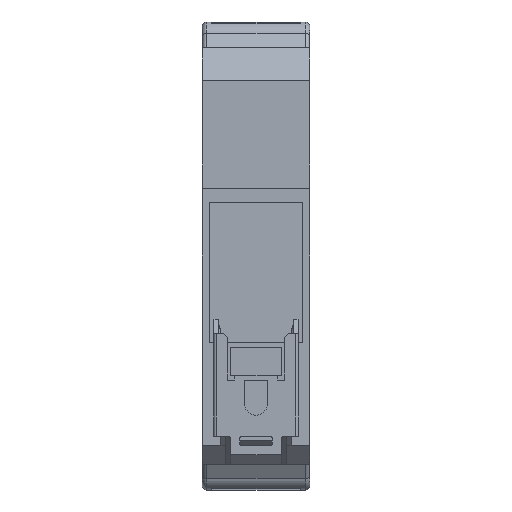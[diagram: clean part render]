
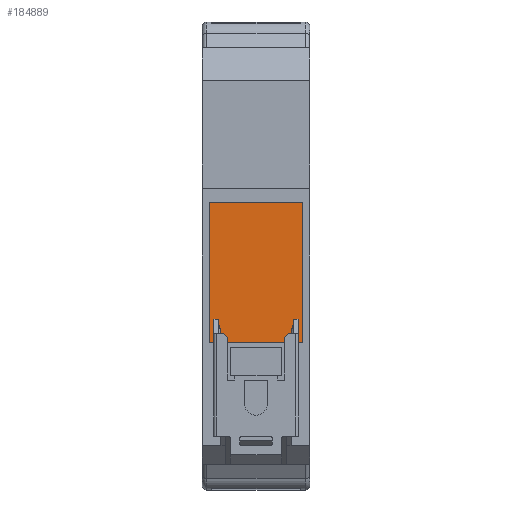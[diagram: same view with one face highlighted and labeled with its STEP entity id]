
A CAD part, left-side view. The second image highlights one B-rep face of the part: STEP entity #184889.
In plain terms, the highlighted planar face has unit normal (-1, 0, 0).
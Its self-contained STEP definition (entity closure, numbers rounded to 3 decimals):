
#176202 = PLANE('',#176203);
#176203 = AXIS2_PLACEMENT_3D('',#176204,#176205,#176206);
#176204 = CARTESIAN_POINT('',(-111.983,12.583,
    22.148));
#176205 = DIRECTION('',(0.,0.,1.));
#176206 = DIRECTION('',(1.,0.,0.));
#176566 = PLANE('',#176567);
#176567 = AXIS2_PLACEMENT_3D('',#176568,#176569,#176570);
#176568 = CARTESIAN_POINT('',(-111.983,32.583,
    52.148));
#176569 = DIRECTION('',(0.,-1.,0.));
#176570 = DIRECTION('',(0.,0.,1.));
#176594 = PLANE('',#176595);
#176595 = AXIS2_PLACEMENT_3D('',#176596,#176597,#176598);
#176596 = CARTESIAN_POINT('',(-111.983,12.583,
    52.148));
#176597 = DIRECTION('',(0.,0.,-1.));
#176598 = DIRECTION('',(-1.,0.,0.));
#176620 = PLANE('',#176621);
#176621 = AXIS2_PLACEMENT_3D('',#176622,#176623,#176624);
#176622 = CARTESIAN_POINT('',(-111.983,12.583,
    52.148));
#176623 = DIRECTION('',(0.,1.,0.));
#176624 = DIRECTION('',(0.,0.,-1.));
#184648 = EDGE_CURVE('',#184649,#184651,#184653,.T.);
#184649 = VERTEX_POINT('',#184650);
#184650 = CARTESIAN_POINT('',(-110.983,12.583,
    52.148));
#184651 = VERTEX_POINT('',#184652);
#184652 = CARTESIAN_POINT('',(-110.983,32.583,
    52.148));
#184653 = SURFACE_CURVE('',#184654,(#184658,#184665),.PCURVE_S1.);
#184654 = LINE('',#184655,#184656);
#184655 = CARTESIAN_POINT('',(-110.983,12.583,
    52.148));
#184656 = VECTOR('',#184657,1.);
#184657 = DIRECTION('',(0.,1.,0.));
#184658 = PCURVE('',#176594,#184659);
#184659 = DEFINITIONAL_REPRESENTATION('',(#184660),#184664);
#184660 = LINE('',#184661,#184662);
#184661 = CARTESIAN_POINT('',(-1.,0.));
#184662 = VECTOR('',#184663,1.);
#184663 = DIRECTION('',(0.,1.));
#184664 = ( GEOMETRIC_REPRESENTATION_CONTEXT(2) 
PARAMETRIC_REPRESENTATION_CONTEXT() REPRESENTATION_CONTEXT('2D SPACE',''
  ) );
#184665 = PCURVE('',#184666,#184671);
#184666 = PLANE('',#184667);
#184667 = AXIS2_PLACEMENT_3D('',#184668,#184669,#184670);
#184668 = CARTESIAN_POINT('',(-110.983,34.083,
    0.148));
#184669 = DIRECTION('',(1.,0.,0.));
#184670 = DIRECTION('',(0.,0.,-1.));
#184671 = DEFINITIONAL_REPRESENTATION('',(#184672),#184676);
#184672 = LINE('',#184673,#184674);
#184673 = CARTESIAN_POINT('',(-52.,-21.5));
#184674 = VECTOR('',#184675,1.);
#184675 = DIRECTION('',(0.,1.));
#184676 = ( GEOMETRIC_REPRESENTATION_CONTEXT(2) 
PARAMETRIC_REPRESENTATION_CONTEXT() REPRESENTATION_CONTEXT('2D SPACE',''
  ) );
#184724 = EDGE_CURVE('',#184651,#184725,#184727,.T.);
#184725 = VERTEX_POINT('',#184726);
#184726 = CARTESIAN_POINT('',(-110.983,32.583,
    22.148));
#184727 = SURFACE_CURVE('',#184728,(#184732,#184739),.PCURVE_S1.);
#184728 = LINE('',#184729,#184730);
#184729 = CARTESIAN_POINT('',(-110.983,32.583,
    52.148));
#184730 = VECTOR('',#184731,1.);
#184731 = DIRECTION('',(0.,0.,-1.));
#184732 = PCURVE('',#176566,#184733);
#184733 = DEFINITIONAL_REPRESENTATION('',(#184734),#184738);
#184734 = LINE('',#184735,#184736);
#184735 = CARTESIAN_POINT('',(0.,-1.));
#184736 = VECTOR('',#184737,1.);
#184737 = DIRECTION('',(-1.,0.));
#184738 = ( GEOMETRIC_REPRESENTATION_CONTEXT(2) 
PARAMETRIC_REPRESENTATION_CONTEXT() REPRESENTATION_CONTEXT('2D SPACE',''
  ) );
#184739 = PCURVE('',#184666,#184740);
#184740 = DEFINITIONAL_REPRESENTATION('',(#184741),#184745);
#184741 = LINE('',#184742,#184743);
#184742 = CARTESIAN_POINT('',(-52.,-1.5));
#184743 = VECTOR('',#184744,1.);
#184744 = DIRECTION('',(1.,0.));
#184745 = ( GEOMETRIC_REPRESENTATION_CONTEXT(2) 
PARAMETRIC_REPRESENTATION_CONTEXT() REPRESENTATION_CONTEXT('2D SPACE',''
  ) );
#184773 = EDGE_CURVE('',#184725,#184774,#184776,.T.);
#184774 = VERTEX_POINT('',#184775);
#184775 = CARTESIAN_POINT('',(-110.983,12.583,
    22.148));
#184776 = SURFACE_CURVE('',#184777,(#184781,#184788),.PCURVE_S1.);
#184777 = LINE('',#184778,#184779);
#184778 = CARTESIAN_POINT('',(-110.983,12.583,
    22.148));
#184779 = VECTOR('',#184780,1.);
#184780 = DIRECTION('',(0.,-1.,0.));
#184781 = PCURVE('',#176202,#184782);
#184782 = DEFINITIONAL_REPRESENTATION('',(#184783),#184787);
#184783 = LINE('',#184784,#184785);
#184784 = CARTESIAN_POINT('',(1.,0.));
#184785 = VECTOR('',#184786,1.);
#184786 = DIRECTION('',(0.,-1.));
#184787 = ( GEOMETRIC_REPRESENTATION_CONTEXT(2) 
PARAMETRIC_REPRESENTATION_CONTEXT() REPRESENTATION_CONTEXT('2D SPACE',''
  ) );
#184788 = PCURVE('',#184666,#184789);
#184789 = DEFINITIONAL_REPRESENTATION('',(#184790),#184794);
#184790 = LINE('',#184791,#184792);
#184791 = CARTESIAN_POINT('',(-22.,-21.5));
#184792 = VECTOR('',#184793,1.);
#184793 = DIRECTION('',(-0.,-1.));
#184794 = ( GEOMETRIC_REPRESENTATION_CONTEXT(2) 
PARAMETRIC_REPRESENTATION_CONTEXT() REPRESENTATION_CONTEXT('2D SPACE',''
  ) );
#184866 = EDGE_CURVE('',#184774,#184649,#184867,.T.);
#184867 = SURFACE_CURVE('',#184868,(#184872,#184879),.PCURVE_S1.);
#184868 = LINE('',#184869,#184870);
#184869 = CARTESIAN_POINT('',(-110.983,12.583,
    52.148));
#184870 = VECTOR('',#184871,1.);
#184871 = DIRECTION('',(0.,0.,1.));
#184872 = PCURVE('',#176620,#184873);
#184873 = DEFINITIONAL_REPRESENTATION('',(#184874),#184878);
#184874 = LINE('',#184875,#184876);
#184875 = CARTESIAN_POINT('',(0.,-1.));
#184876 = VECTOR('',#184877,1.);
#184877 = DIRECTION('',(-1.,0.));
#184878 = ( GEOMETRIC_REPRESENTATION_CONTEXT(2) 
PARAMETRIC_REPRESENTATION_CONTEXT() REPRESENTATION_CONTEXT('2D SPACE',''
  ) );
#184879 = PCURVE('',#184666,#184880);
#184880 = DEFINITIONAL_REPRESENTATION('',(#184881),#184885);
#184881 = LINE('',#184882,#184883);
#184882 = CARTESIAN_POINT('',(-52.,-21.5));
#184883 = VECTOR('',#184884,1.);
#184884 = DIRECTION('',(-1.,0.));
#184885 = ( GEOMETRIC_REPRESENTATION_CONTEXT(2) 
PARAMETRIC_REPRESENTATION_CONTEXT() REPRESENTATION_CONTEXT('2D SPACE',''
  ) );
#184889 = ADVANCED_FACE('',(#184890),#184666,.F.);
#184890 = FACE_BOUND('',#184891,.T.);
#184891 = EDGE_LOOP('',(#184892,#184893,#184894,#184895));
#184892 = ORIENTED_EDGE('',*,*,#184866,.T.);
#184893 = ORIENTED_EDGE('',*,*,#184648,.T.);
#184894 = ORIENTED_EDGE('',*,*,#184724,.T.);
#184895 = ORIENTED_EDGE('',*,*,#184773,.T.);
